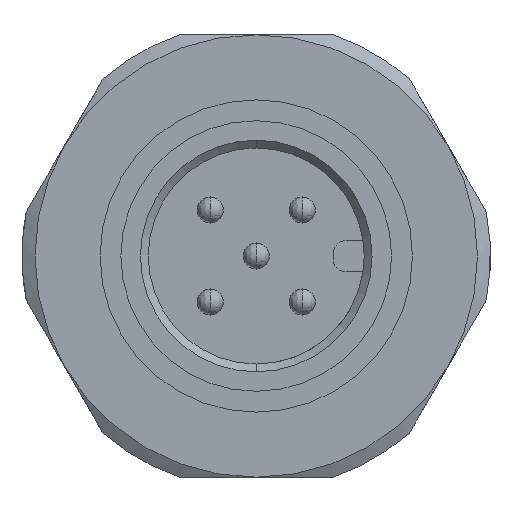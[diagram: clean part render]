
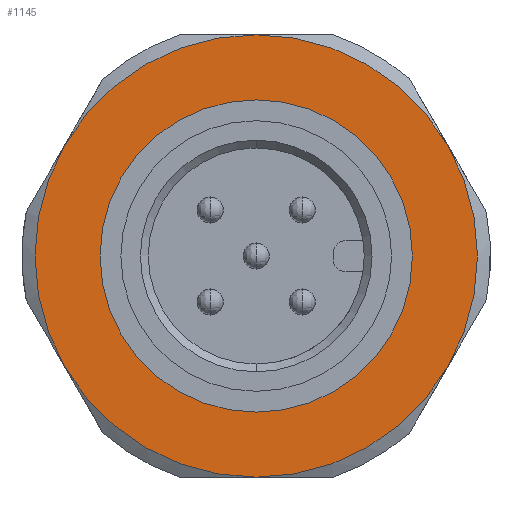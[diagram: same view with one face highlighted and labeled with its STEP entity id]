
A CAD part, left-side view. The second image highlights one B-rep face of the part: STEP entity #1145.
In plain terms, the highlighted planar face has unit normal (-1, 0, 0).
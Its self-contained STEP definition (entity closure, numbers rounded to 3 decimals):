
#126 = DIRECTION ( 'NONE',  ( 0., 0., -1. ) ) ;
#129 = DIRECTION ( 'NONE',  ( 1., 0., 0. ) ) ;
#132 = CARTESIAN_POINT ( 'NONE',  ( 9.2, 0., 0. ) ) ;
#138 = CIRCLE ( 'NONE', #2255, 8.5 ) ;
#146 = FACE_BOUND ( 'NONE', #3365, .T. ) ;
#205 = ORIENTED_EDGE ( 'NONE', *, *, #2807, .F. ) ;
#219 = AXIS2_PLACEMENT_3D ( 'NONE', #1027, #1041, #1044 ) ;
#353 = CARTESIAN_POINT ( 'NONE',  ( 9.2, 0., 0. ) ) ;
#357 = DIRECTION ( 'NONE',  ( -1., 0., 0. ) ) ;
#359 = DIRECTION ( 'NONE',  ( 0., 0., 1. ) ) ;
#396 = FACE_OUTER_BOUND ( 'NONE', #3373, .T. ) ;
#451 = EDGE_CURVE ( 'NONE', #788, #2488, #3203, .T. ) ;
#456 = CARTESIAN_POINT ( 'NONE',  ( 9.2, 0., 8.5 ) ) ;
#460 = CARTESIAN_POINT ( 'NONE',  ( 9.2, 0., -6. ) ) ;
#489 = AXIS2_PLACEMENT_3D ( 'NONE', #762, #769, #755 ) ;
#508 = CARTESIAN_POINT ( 'NONE',  ( 9.2, 0., -8.5 ) ) ;
#575 = CIRCLE ( 'NONE', #2343, 8.5 ) ;
#604 = CARTESIAN_POINT ( 'NONE',  ( 9.2, 0., 6. ) ) ;
#703 = VERTEX_POINT ( 'NONE', #456 ) ;
#722 = VERTEX_POINT ( 'NONE', #508 ) ;
#755 = DIRECTION ( 'NONE',  ( 0., 0., -1. ) ) ;
#762 = CARTESIAN_POINT ( 'NONE',  ( 9.2, 0., 0. ) ) ;
#769 = DIRECTION ( 'NONE',  ( 1., 0., 0. ) ) ;
#788 = VERTEX_POINT ( 'NONE', #604 ) ;
#823 = CARTESIAN_POINT ( 'NONE',  ( 9.2, 7.361, -4.25 ) ) ;
#867 = AXIS2_PLACEMENT_3D ( 'NONE', #353, #357, #359 ) ;
#925 = CARTESIAN_POINT ( 'NONE',  ( 9.2, -7.361, -4.25 ) ) ;
#988 = PLANE ( 'NONE',  #219 ) ;
#1027 = CARTESIAN_POINT ( 'NONE',  ( 9.2, 0., -6. ) ) ;
#1041 = DIRECTION ( 'NONE',  ( 1., 0., 0. ) ) ;
#1044 = DIRECTION ( 'NONE',  ( 0., 0., -1. ) ) ;
#1078 = CIRCLE ( 'NONE', #2214, 8.5 ) ;
#1145 = ADVANCED_FACE ( 'NONE', ( #146, #396 ), #988, .F. ) ;
#1315 = DIRECTION ( 'NONE',  ( 0., 0., -1. ) ) ;
#1322 = DIRECTION ( 'NONE',  ( 1., 0., 0. ) ) ;
#1329 = CARTESIAN_POINT ( 'NONE',  ( 9.2, 0., 0. ) ) ;
#1476 = ORIENTED_EDGE ( 'NONE', *, *, #451, .F. ) ;
#1550 = CIRCLE ( 'NONE', #2182, 8.5 ) ;
#1779 = CIRCLE ( 'NONE', #2421, 8.5 ) ;
#1805 = VERTEX_POINT ( 'NONE', #1850 ) ;
#1850 = CARTESIAN_POINT ( 'NONE',  ( 9.2, 7.361, 4.25 ) ) ;
#1949 = EDGE_CURVE ( 'NONE', #3242, #2239, #1779, .T. ) ;
#1971 = ORIENTED_EDGE ( 'NONE', *, *, #3428, .F. ) ;
#2182 = AXIS2_PLACEMENT_3D ( 'NONE', #2701, #2696, #2693 ) ;
#2190 = ORIENTED_EDGE ( 'NONE', *, *, #3237, .F. ) ;
#2214 = AXIS2_PLACEMENT_3D ( 'NONE', #2967, #2965, #2961 ) ;
#2239 = VERTEX_POINT ( 'NONE', #925 ) ;
#2255 = AXIS2_PLACEMENT_3D ( 'NONE', #3387, #3385, #3382 ) ;
#2302 = VERTEX_POINT ( 'NONE', #823 ) ;
#2317 = AXIS2_PLACEMENT_3D ( 'NONE', #2624, #2690, #2678 ) ;
#2343 = AXIS2_PLACEMENT_3D ( 'NONE', #132, #129, #126 ) ;
#2421 = AXIS2_PLACEMENT_3D ( 'NONE', #1329, #1322, #1315 ) ;
#2427 = CIRCLE ( 'NONE', #2317, 6. ) ;
#2488 = VERTEX_POINT ( 'NONE', #460 ) ;
#2570 = EDGE_CURVE ( 'NONE', #722, #2302, #575, .T. ) ;
#2624 = CARTESIAN_POINT ( 'NONE',  ( 9.2, 0., 0. ) ) ;
#2670 = ORIENTED_EDGE ( 'NONE', *, *, #1949, .F. ) ;
#2678 = DIRECTION ( 'NONE',  ( 0., 0., 1. ) ) ;
#2690 = DIRECTION ( 'NONE',  ( -1., 0., 0. ) ) ;
#2693 = DIRECTION ( 'NONE',  ( 0., 0., -1. ) ) ;
#2696 = DIRECTION ( 'NONE',  ( 1., 0., 0. ) ) ;
#2701 = CARTESIAN_POINT ( 'NONE',  ( 9.2, 0., 0. ) ) ;
#2709 = ORIENTED_EDGE ( 'NONE', *, *, #2943, .F. ) ;
#2793 = ORIENTED_EDGE ( 'NONE', *, *, #3061, .F. ) ;
#2807 = EDGE_CURVE ( 'NONE', #2488, #788, #2427, .T. ) ;
#2943 = EDGE_CURVE ( 'NONE', #703, #3242, #3186, .T. ) ;
#2961 = DIRECTION ( 'NONE',  ( 0., 0., -1. ) ) ;
#2965 = DIRECTION ( 'NONE',  ( 1., 0., 0. ) ) ;
#2966 = ORIENTED_EDGE ( 'NONE', *, *, #2570, .F. ) ;
#2967 = CARTESIAN_POINT ( 'NONE',  ( 9.2, 0., 0. ) ) ;
#2976 = CARTESIAN_POINT ( 'NONE',  ( 9.2, -7.361, 4.25 ) ) ;
#3061 = EDGE_CURVE ( 'NONE', #2239, #722, #138, .T. ) ;
#3186 = CIRCLE ( 'NONE', #489, 8.5 ) ;
#3203 = CIRCLE ( 'NONE', #867, 6. ) ;
#3237 = EDGE_CURVE ( 'NONE', #2302, #1805, #1078, .T. ) ;
#3242 = VERTEX_POINT ( 'NONE', #2976 ) ;
#3365 = EDGE_LOOP ( 'NONE', ( #1476, #205 ) ) ;
#3373 = EDGE_LOOP ( 'NONE', ( #2793, #2670, #2709, #1971, #2190, #2966 ) ) ;
#3382 = DIRECTION ( 'NONE',  ( 0., 0., -1. ) ) ;
#3385 = DIRECTION ( 'NONE',  ( 1., 0., 0. ) ) ;
#3387 = CARTESIAN_POINT ( 'NONE',  ( 9.2, 0., 0. ) ) ;
#3428 = EDGE_CURVE ( 'NONE', #1805, #703, #1550, .T. ) ;
